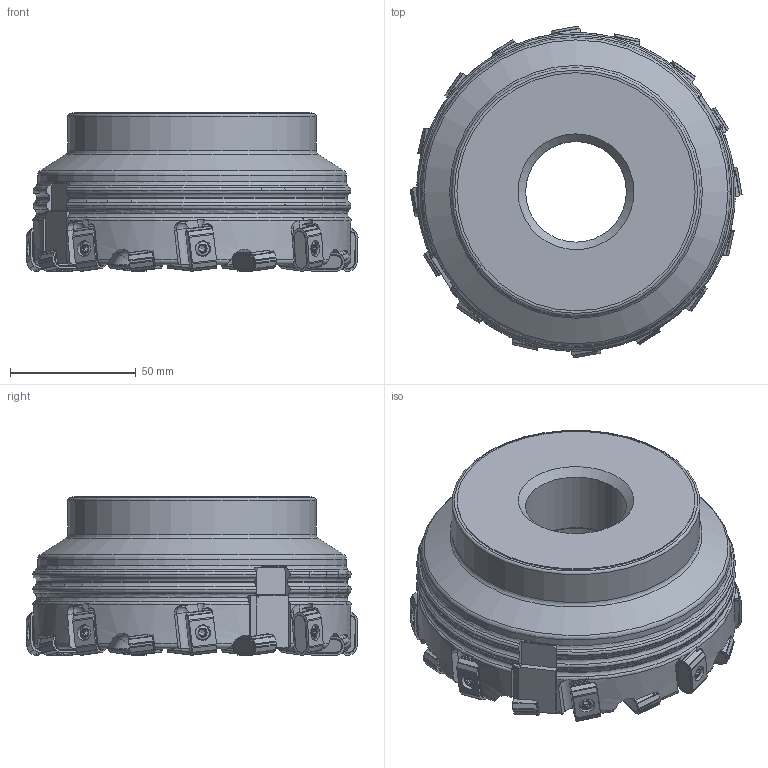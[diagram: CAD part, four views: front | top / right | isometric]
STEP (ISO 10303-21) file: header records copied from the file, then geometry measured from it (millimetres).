
FILE_DESCRIPTION(/* description */ (''),/* implementation_level */ '2;1');
FILE_NAME(/* name */ 'toolassembly_1.stp',/* time_stamp */ '2019-12-20T10:03:13+01:00',/* author */ (''),/* organization */ ('SMS'),/* preprocessor_version */ 'ST-DEVELOPER v16.7',/* originating_system */ 'SIEMENS PLM Software NX 12.0',/* authorisation */ '');
FILE_SCHEMA (('AUTOMOTIVE_DESIGN { 1 0 10303 214 3 1 1 1 }'));
Products named in the file (4): ASSEMBLY_CONSTRUCTION; CUT_20191220100217; NOCUT_20191220100217; TOOLASSEMBLY_1
Assembly tree (18 placements, depth 2):
  TOOLASSEMBLY_1
    NOCUT_20191220100217
    CUT_20191220100217  x16
    ASSEMBLY_CONSTRUCTION
Bounding box: 131.91 x 131.91 x 63.01 mm (x, y, z)
Volume: 525529.8 mm3; surface area: 72471.8 mm2
Topology: 17 solids, 17 shells, 3417 faces, 8746 edges, 5481 vertices
Faces by surface type: plane 1589, cylinder 1095, cone 216, extrusion 192, torus 155, bspline 128, sphere 42
Full cylindrical faces by diameter (mm): 3.5 x16, 4 x16, 4.7 x16, 5.45 x16, 40.012 x1, 56 x1, 94.63 x1, 98.63 x1, 122.63 x1
Entity records: 52478 total; most frequent: CARTESIAN_POINT 19071, DIRECTION 6876, ORIENTED_EDGE 6828, EDGE_CURVE 3414, AXIS2_PLACEMENT_3D 2636, VERTEX_POINT 2254, VECTOR 1604, EDGE_LOOP 1552
